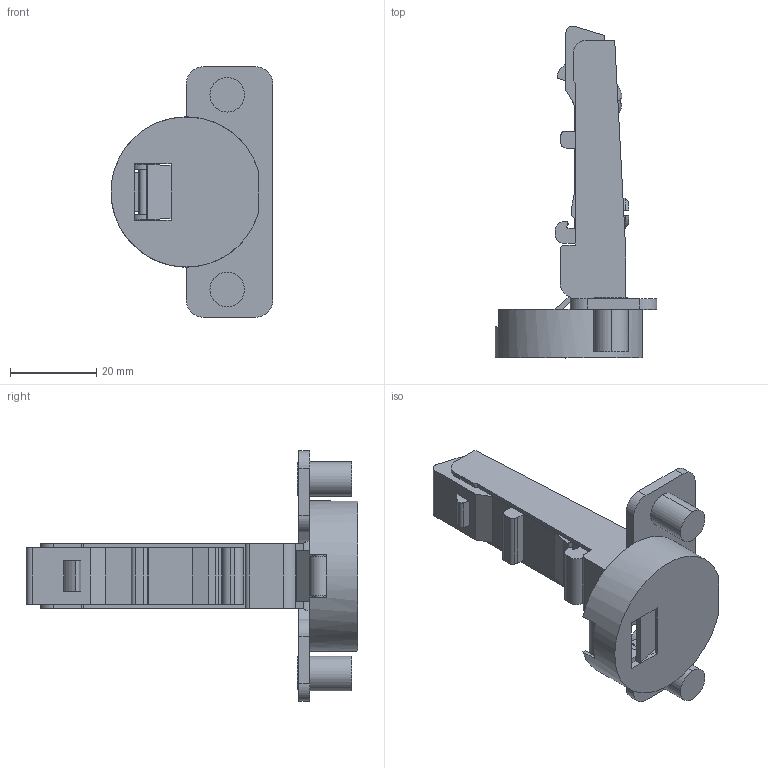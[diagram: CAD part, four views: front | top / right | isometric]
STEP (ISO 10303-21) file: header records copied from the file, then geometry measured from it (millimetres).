
FILE_DESCRIPTION((''),'2;1');
FILE_NAME('248-0171-MVL','2022-11-25T10:18:49',('marino.prodan'),('Audax d.o.o.'),'CREO PARAMETRIC BY PTC INC, 2021304','CREO PARAMETRIC BY PTC INC, 2021304','');
FILE_SCHEMA(('AUTOMOTIVE_DESIGN { 1 0 10303 214 1 1 1 1 }'));
Length unit declared in the file: millimetre
Products named in the file (1): 248-0171-MVL
Bounding box: 37.5 x 76.85 x 58 mm (x, y, z)
Volume: 21218 mm3; surface area: 12195.6 mm2
Topology: 1 solids, 1 shells, 278 faces, 829 edges, 559 vertices
Faces by surface type: plane 189, cylinder 65, cone 22, sphere 2
Entity records: 12408 total; most frequent: CARTESIAN_POINT 1918, ORIENTED_EDGE 1646, DIRECTION 1577, PRESENTATION_STYLE_ASSIGNMENT 824, STYLED_ITEM 824, CURVE_STYLE 823, EDGE_CURVE 823, VERTEX_POINT 559
